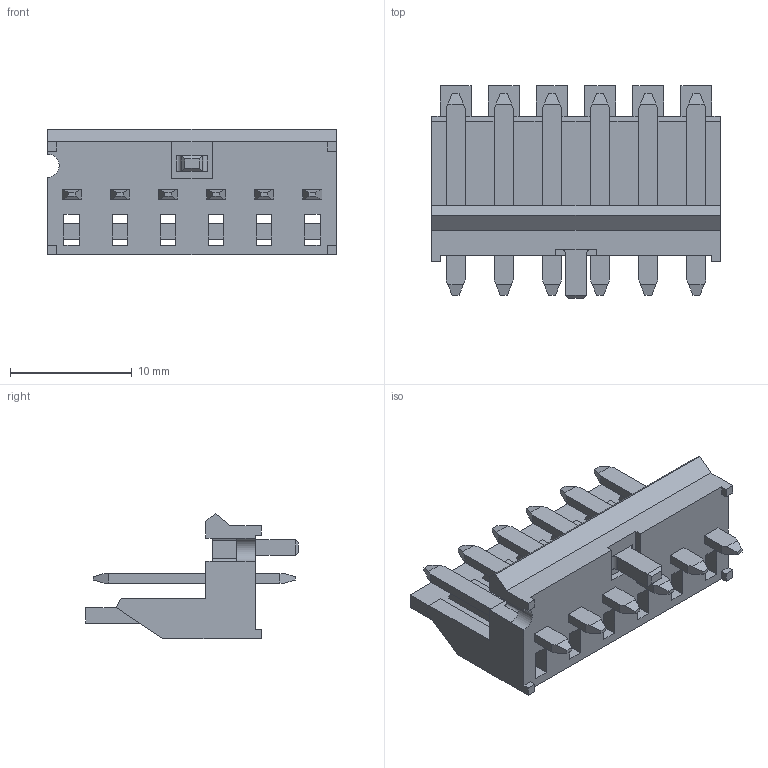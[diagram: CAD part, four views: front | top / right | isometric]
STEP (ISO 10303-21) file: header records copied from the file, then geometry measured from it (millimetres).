
FILE_DESCRIPTION((''),'2;1');
FILE_NAME('015480106','2005-08-22T',('rnarayana'),(''),'PRO/ENGINEER BY PARAMETRIC TECHNOLOGY CORPORATION, 2002490','PRO/ENGINEER BY PARAMETRIC TECHNOLOGY CORPORATION, 2002490','');
FILE_SCHEMA(('CONFIG_CONTROL_DESIGN'));
Length unit declared in the file: inch
Products named in the file (1): 015480106
Bounding box: 23.77 x 17.53 x 10.29 mm (x, y, z)
Volume: 1280.2 mm3; surface area: 2145.9 mm2
Topology: 1 solids, 1 shells, 320 faces, 917 edges, 594 vertices
Faces by surface type: plane 293, cylinder 27
Entity records: 10299 total; most frequent: CARTESIAN_POINT 1819, ORIENTED_EDGE 1806, DIRECTION 1629, EDGE_CURVE 903, VECTOR 849, LINE 849, VERTEX_POINT 580, AXIS2_PLACEMENT_3D 390
